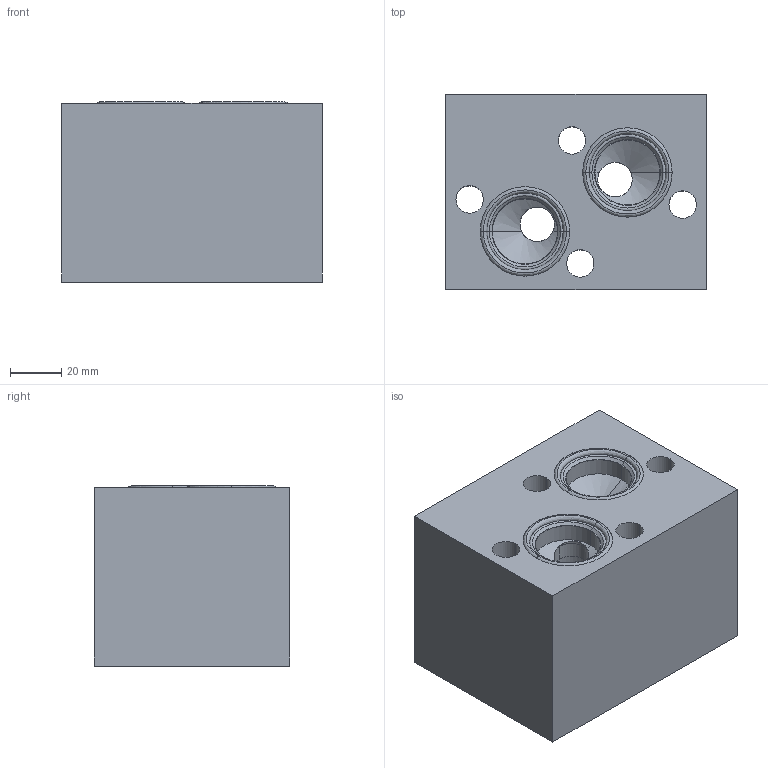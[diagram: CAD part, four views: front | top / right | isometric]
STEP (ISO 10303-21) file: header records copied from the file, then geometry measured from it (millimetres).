
FILE_DESCRIPTION((''),'2;1');
FILE_NAME('WDL_ASM','2022-06-27T',('ProEService'),(''),'PRO/ENGINEER BY PARAMETRIC TECHNOLOGY CORPORATION, 2014200','PRO/ENGINEER BY PARAMETRIC TECHNOLOGY CORPORATION, 2014200','');
FILE_SCHEMA(('CONFIG_CONTROL_DESIGN'));
Length unit declared in the file: inch
Products named in the file (3): 159-349-001; 500-001-123; WDL_ASM
Assembly tree (3 placements, depth 2):
  WDL_ASM
    159-349-001
    500-001-123  x2
Bounding box: 101.6 x 76.2 x 70.31 mm (x, y, z)
Volume: 444117.4 mm3; surface area: 63352.3 mm2
Topology: 3 solids, 3 shells, 124 faces, 477 edges, 462 vertices
Faces by surface type: cylinder 54, cone 42, plane 16, revolution 8, torus 4
Entity records: 5662 total; most frequent: CARTESIAN_POINT 1807, DIRECTION 819, ORIENTED_EDGE 544, VECTOR 289, LINE 289, EDGE_CURVE 272, AXIS2_PLACEMENT_3D 263, TRIMMED_CURVE 191
